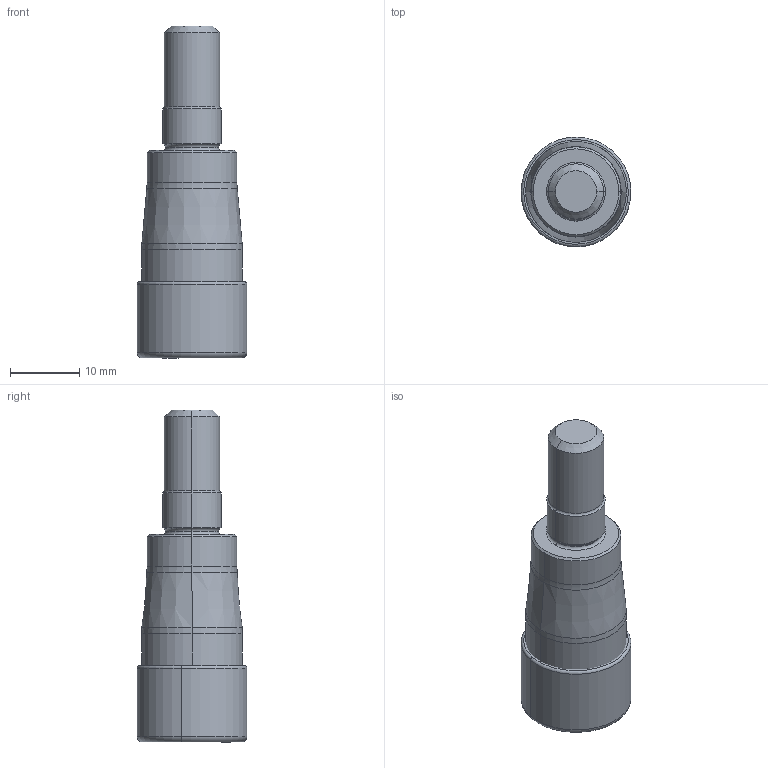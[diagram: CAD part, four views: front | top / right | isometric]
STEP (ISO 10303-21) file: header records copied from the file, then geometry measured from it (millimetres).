
FILE_DESCRIPTION(/* description */ (''),/* implementation_level */ '2;1');
FILE_NAME(/* name */ 'APX3000UR102AM08A30_IR0_031.stp',/* time_stamp */ '2021-09-08T11:46:27+09:00',/* author */ (''),/* organization */ (''),/* preprocessor_version */ 'ST-DEVELOPER v16',/* originating_system */ 'SIEMENS PLM Software NX 10.0',/* authorisation */ '');
FILE_SCHEMA (('AUTOMOTIVE_DESIGN { 1 0 10303 214 3 1 1 1 }'));
Length unit declared in the file: millimetre
Products named in the file (1): APX3000UR102AM08A30_IR0_031_ASM
Bounding box: 15.87 x 15.87 x 48 mm (x, y, z)
Volume: 7525.9 mm3; surface area: 3044.8 mm2
Topology: 2 solids, 2 shells, 115 faces, 286 edges, 217 vertices
Faces by surface type: torus 44, revolution 22, cone 16, bspline 14, cylinder 12, plane 7
Entity records: 4336 total; most frequent: CARTESIAN_POINT 1370, DIRECTION 675, ORIENTED_EDGE 500, AXIS2_PLACEMENT_3D 308, EDGE_CURVE 250, CIRCLE 218, VERTEX_POINT 142, EDGE_LOOP 120
